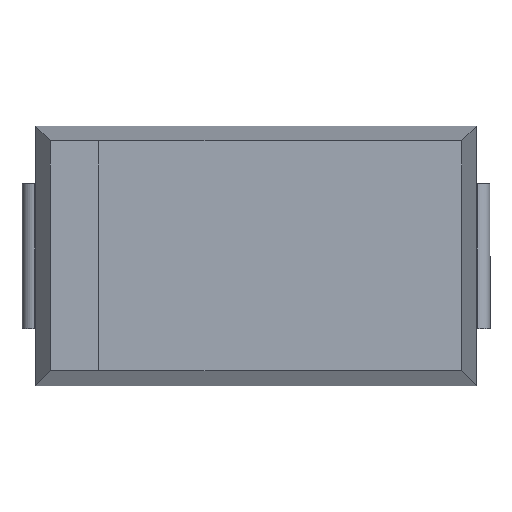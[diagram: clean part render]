
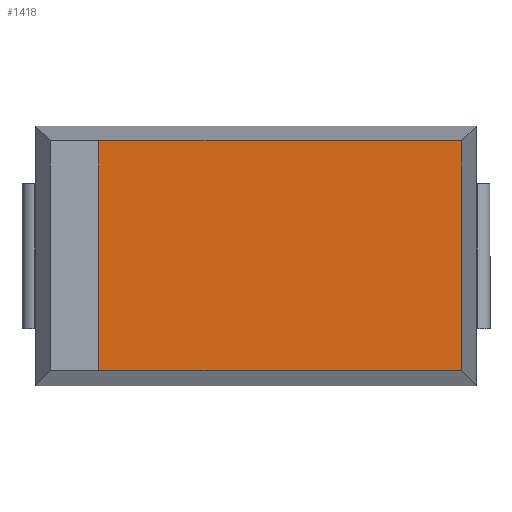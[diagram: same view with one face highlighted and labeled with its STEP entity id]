
A CAD part, top view. The second image highlights one B-rep face of the part: STEP entity #1418.
In plain terms, the highlighted planar face has unit normal (0, 0, 1).
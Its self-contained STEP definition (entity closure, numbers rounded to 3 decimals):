
#23 = VECTOR ( 'NONE', #1383, 1000. ) ;
#76 = CARTESIAN_POINT ( 'NONE',  ( -3.65, -1.903, 2.9 ) ) ;
#85 = CARTESIAN_POINT ( 'NONE',  ( -2.603, 1.903, 2.9 ) ) ;
#166 = ORIENTED_EDGE ( 'NONE', *, *, #1533, .T. ) ;
#205 = EDGE_CURVE ( 'NONE', #1727, #543, #1260, .T. ) ;
#214 = LINE ( 'NONE', #76, #23 ) ;
#294 = DIRECTION ( 'NONE',  ( 0., 1., 0. ) ) ;
#423 = CARTESIAN_POINT ( 'NONE',  ( -2.603, -1.903, 2.9 ) ) ;
#425 = DIRECTION ( 'NONE',  ( 0., 0., -1. ) ) ;
#484 = LINE ( 'NONE', #768, #643 ) ;
#543 = VERTEX_POINT ( 'NONE', #85 ) ;
#606 = EDGE_CURVE ( 'NONE', #1706, #1399, #1013, .T. ) ;
#613 = ORIENTED_EDGE ( 'NONE', *, *, #606, .T. ) ;
#643 = VECTOR ( 'NONE', #1093, 1000. ) ;
#715 = DIRECTION ( 'NONE',  ( 0., 1., 0. ) ) ;
#768 = CARTESIAN_POINT ( 'NONE',  ( -3.65, 1.903, 2.9 ) ) ;
#856 = CARTESIAN_POINT ( 'NONE',  ( 3.403, -1.903, 2.9 ) ) ;
#932 = VECTOR ( 'NONE', #1842, 1000. ) ;
#1013 = LINE ( 'NONE', #1413, #932 ) ;
#1024 = CARTESIAN_POINT ( 'NONE',  ( 3.403, 1.903, 2.9 ) ) ;
#1063 = CARTESIAN_POINT ( 'NONE',  ( -3.65, -2.15, 2.9 ) ) ;
#1093 = DIRECTION ( 'NONE',  ( -1., 0., 0. ) ) ;
#1111 = ORIENTED_EDGE ( 'NONE', *, *, #1636, .T. ) ;
#1136 = ORIENTED_EDGE ( 'NONE', *, *, #205, .F. ) ;
#1260 = LINE ( 'NONE', #1887, #1335 ) ;
#1324 = FACE_OUTER_BOUND ( 'NONE', #1818, .T. ) ;
#1335 = VECTOR ( 'NONE', #715, 1000. ) ;
#1383 = DIRECTION ( 'NONE',  ( 1., 0., 0. ) ) ;
#1399 = VERTEX_POINT ( 'NONE', #1024 ) ;
#1413 = CARTESIAN_POINT ( 'NONE',  ( 3.403, -2.15, 2.9 ) ) ;
#1418 = ADVANCED_FACE ( 'NONE', ( #1324 ), #1601, .F. ) ;
#1533 = EDGE_CURVE ( 'NONE', #1399, #543, #484, .T. ) ;
#1601 = PLANE ( 'NONE',  #1710 ) ;
#1636 = EDGE_CURVE ( 'NONE', #1727, #1706, #214, .T. ) ;
#1706 = VERTEX_POINT ( 'NONE', #856 ) ;
#1710 = AXIS2_PLACEMENT_3D ( 'NONE', #1063, #425, #294 ) ;
#1727 = VERTEX_POINT ( 'NONE', #423 ) ;
#1818 = EDGE_LOOP ( 'NONE', ( #1136, #1111, #613, #166 ) ) ;
#1842 = DIRECTION ( 'NONE',  ( 0., 1., 0. ) ) ;
#1887 = CARTESIAN_POINT ( 'NONE',  ( -2.603, 1.903, 2.9 ) ) ;
